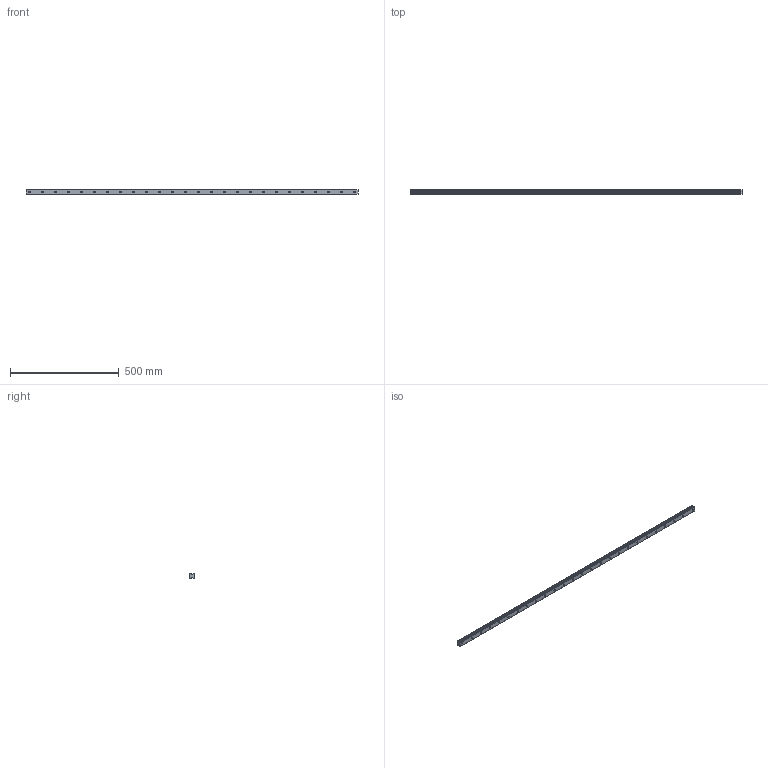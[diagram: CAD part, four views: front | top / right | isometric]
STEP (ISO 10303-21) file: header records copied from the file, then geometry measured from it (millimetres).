
FILE_DESCRIPTION (( 'STEP AP214' ), '1' );
FILE_NAME ('SHS25C1SS-1530L_G15_0_B-M6F_719_0_0_0_1.STEP', '2021-06-18T13:03:54', ( '' ), ( '' ), 'SwSTEP 2.0', 'SolidWorks 2021', '' );
FILE_SCHEMA (( 'AUTOMOTIVE_DESIGN' ));
Length unit declared in the file: millimetre
Products named in the file (2): SHS25C1SS-1530L_G15_0_B-M6F_719_0_0_0_1; _SHS25C153015 Track
Assembly tree (1 placements, depth 2):
  SHS25C1SS-1530L_G15_0_B-M6F_719_0_0_0_1
    _SHS25C153015 Track
Bounding box: 1530 x 20 x 23 mm (x, y, z)
Volume: 592708.3 mm3; surface area: 146425.2 mm2
Topology: 1 solids, 1 shells, 172 faces, 432 edges, 288 vertices
Faces by surface type: cylinder 130, plane 42
Entity records: 5466 total; most frequent: DIRECTION 1044, CARTESIAN_POINT 896, ORIENTED_EDGE 864, AXIS2_PLACEMENT_3D 436, EDGE_CURVE 432, VERTEX_POINT 288, CIRCLE 260, EDGE_LOOP 250
